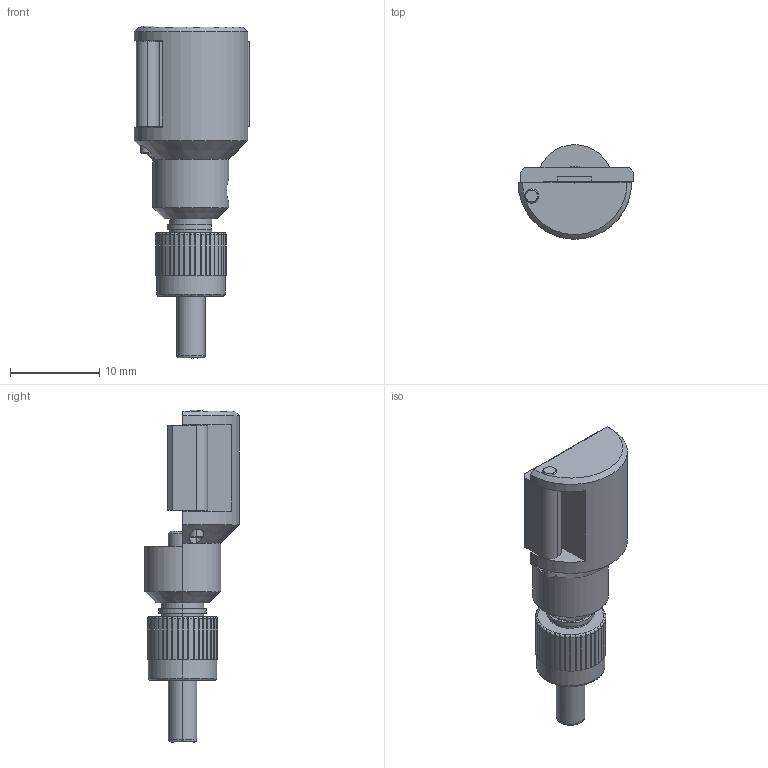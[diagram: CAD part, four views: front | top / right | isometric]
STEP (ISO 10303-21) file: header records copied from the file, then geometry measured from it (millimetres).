
FILE_DESCRIPTION (( 'STEP AP203' ), '1' );
FILE_NAME ('40000267A.STEP', '2019-12-05T16:57:25', ( '' ), ( '' ), 'SwSTEP 2.0', 'SolidWorks 2015', '' );
FILE_SCHEMA (( 'CONFIG_CONTROL_DESIGN' ));
Length unit declared in the file: inch
Products named in the file (1): 40000267A
Bounding box: 12.95 x 10.6 x 37.14 mm (x, y, z)
Volume: 1631.7 mm3; surface area: 2443.7 mm2
Topology: 10 solids, 10 shells, 306 faces, 781 edges, 498 vertices
Faces by surface type: plane 149, cylinder 107, cone 38, bspline 8, torus 4
Entity records: 9858 total; most frequent: CARTESIAN_POINT 2446, ORIENTED_EDGE 1554, DIRECTION 1502, EDGE_CURVE 777, AXIS2_PLACEMENT_3D 555, VERTEX_POINT 498, VECTOR 392, LINE 392
